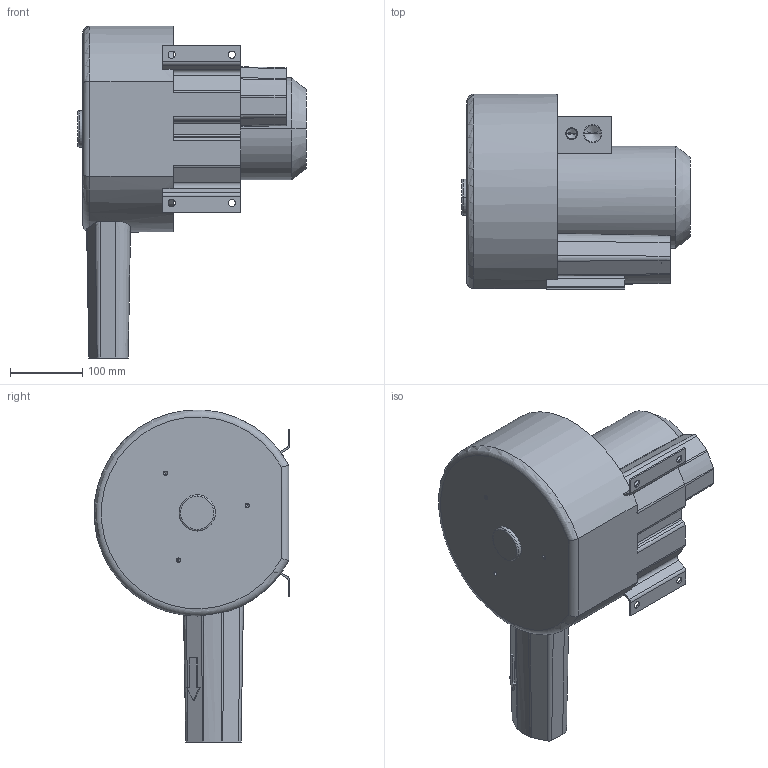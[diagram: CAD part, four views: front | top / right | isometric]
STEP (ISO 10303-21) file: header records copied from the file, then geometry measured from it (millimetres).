
FILE_DESCRIPTION((''),'2;1');
FILE_NAME('MD-001295','2013-07-18T',('rnennstiel'),('vacuvane vacuum technology gmbh'),'PRO/ENGINEER BY PARAMETRIC TECHNOLOGY CORPORATION, 2010140','PRO/ENGINEER BY PARAMETRIC TECHNOLOGY CORPORATION, 2010140','');
FILE_SCHEMA(('AUTOMOTIVE_DESIGN_CC2 { 1 2 10303 214 -1 1 5 2 }'));
Length unit declared in the file: millimetre
Products named in the file (1): MD-001295
Bounding box: 316 x 270.33 x 458.67 mm (x, y, z)
Volume: 12010713.2 mm3; surface area: 512123.1 mm2
Topology: 1 solids, 18 shells, 240 faces, 640 edges, 411 vertices
Faces by surface type: cylinder 103, plane 78, cone 56, torus 3
Entity records: 7804 total; most frequent: CARTESIAN_POINT 1414, DIRECTION 1361, ORIENTED_EDGE 1152, EDGE_CURVE 610, AXIS2_PLACEMENT_3D 529, VERTEX_POINT 411, COLOUR_RGB 306, VECTOR 303
